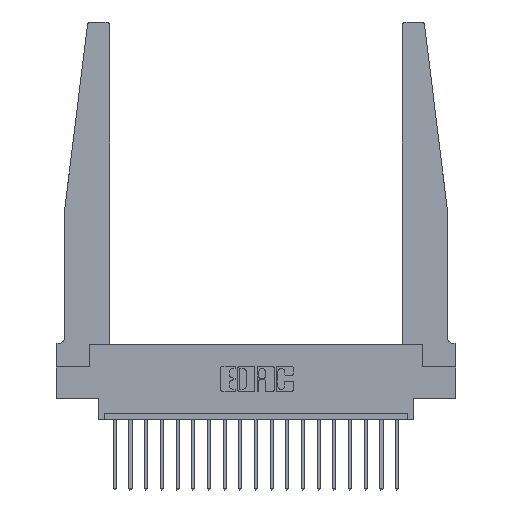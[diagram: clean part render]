
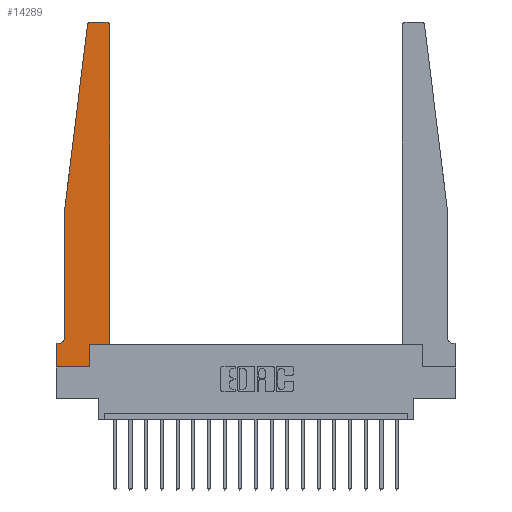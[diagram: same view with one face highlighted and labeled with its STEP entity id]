
A CAD part, top view. The second image highlights one B-rep face of the part: STEP entity #14289.
In plain terms, the highlighted planar face has unit normal (0, 0, 1).
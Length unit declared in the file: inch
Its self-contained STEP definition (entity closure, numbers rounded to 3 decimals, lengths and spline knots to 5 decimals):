
#22 = CARTESIAN_POINT ( 'NONE',  ( 0.015, 0.1875, 0.37 ) ) ;
#743 = VERTEX_POINT ( 'NONE', #3503 ) ;
#786 = EDGE_CURVE ( 'NONE', #5891, #7467, #4940, .T. ) ;
#1024 = AXIS2_PLACEMENT_3D ( 'NONE', #18676, #15274, #11999 ) ;
#1074 = CARTESIAN_POINT ( 'NONE',  ( 0., 0.1875, 0.37 ) ) ;
#1686 = DIRECTION ( 'NONE',  ( -0.122, -0.992, 0. ) ) ;
#2069 = VECTOR ( 'NONE', #14394, 39.37008 ) ;
#2213 = VERTEX_POINT ( 'NONE', #9521 ) ;
#2502 = DIRECTION ( 'NONE',  ( 0., 0., -1. ) ) ;
#2718 = CARTESIAN_POINT ( 'NONE',  ( 0.27653, 2.75, 0.37 ) ) ;
#2769 = DIRECTION ( 'NONE',  ( 0., 0., 1. ) ) ;
#3295 = VERTEX_POINT ( 'NONE', #17561 ) ;
#3350 = CARTESIAN_POINT ( 'NONE',  ( 0.425, 0.18, 0.37 ) ) ;
#3503 = CARTESIAN_POINT ( 'NONE',  ( 0.065, 1.25, 0.37 ) ) ;
#3711 = VECTOR ( 'NONE', #4194, 39.37008 ) ;
#3944 = VECTOR ( 'NONE', #9659, 39.37008 ) ;
#3977 = ORIENTED_EDGE ( 'NONE', *, *, #12547, .T. ) ;
#4194 = DIRECTION ( 'NONE',  ( -1., 0., 0. ) ) ;
#4196 = ORIENTED_EDGE ( 'NONE', *, *, #7901, .T. ) ;
#4318 = ORIENTED_EDGE ( 'NONE', *, *, #17543, .T. ) ;
#4420 = CARTESIAN_POINT ( 'NONE',  ( 0.2605, 0., 0.37 ) ) ;
#4454 = CARTESIAN_POINT ( 'NONE',  ( 0.065, 1.25, 0.37 ) ) ;
#4581 = ORIENTED_EDGE ( 'NONE', *, *, #11953, .T. ) ;
#4584 = DIRECTION ( 'NONE',  ( 1., 0., 0. ) ) ;
#4940 = LINE ( 'NONE', #8188, #10171 ) ;
#4993 = DIRECTION ( 'NONE',  ( 0., 1., 0. ) ) ;
#5166 = CARTESIAN_POINT ( 'NONE',  ( 0.065, 1.25, 0.37 ) ) ;
#5745 = PLANE ( 'NONE',  #11515 ) ;
#5891 = VERTEX_POINT ( 'NONE', #4420 ) ;
#7264 = FACE_OUTER_BOUND ( 'NONE', #18156, .T. ) ;
#7467 = VERTEX_POINT ( 'NONE', #12738 ) ;
#7598 = VERTEX_POINT ( 'NONE', #16438 ) ;
#7901 = EDGE_CURVE ( 'NONE', #743, #14590, #14355, .T. ) ;
#8016 = DIRECTION ( 'NONE',  ( 0., 0., 1. ) ) ;
#8052 = CARTESIAN_POINT ( 'NONE',  ( 0., 0., 0.37 ) ) ;
#8188 = CARTESIAN_POINT ( 'NONE',  ( 0.2605, 0.18, 0.37 ) ) ;
#8345 = ORIENTED_EDGE ( 'NONE', *, *, #786, .T. ) ;
#8758 = ORIENTED_EDGE ( 'NONE', *, *, #10741, .T. ) ;
#8762 = VERTEX_POINT ( 'NONE', #14013 ) ;
#8790 = VECTOR ( 'NONE', #1686, 39.37008 ) ;
#8876 = CARTESIAN_POINT ( 'NONE',  ( 0., 0., 0.37 ) ) ;
#8889 = VECTOR ( 'NONE', #15329, 39.37008 ) ;
#9009 = DIRECTION ( 'NONE',  ( 1., 0., 0. ) ) ;
#9014 = AXIS2_PLACEMENT_3D ( 'NONE', #10265, #2502, #16524 ) ;
#9020 = EDGE_CURVE ( 'NONE', #8762, #743, #12623, .T. ) ;
#9184 = CARTESIAN_POINT ( 'NONE',  ( 0., 0., 0.37 ) ) ;
#9521 = CARTESIAN_POINT ( 'NONE',  ( 0.425, 0.18, 0.37 ) ) ;
#9659 = DIRECTION ( 'NONE',  ( 0., -1., 0. ) ) ;
#9908 = ORIENTED_EDGE ( 'NONE', *, *, #14686, .T. ) ;
#10171 = VECTOR ( 'NONE', #14544, 39.37008 ) ;
#10265 = CARTESIAN_POINT ( 'NONE',  ( 0.015, 0.2375, 0.37 ) ) ;
#10316 = CIRCLE ( 'NONE', #9014, 0.05 ) ;
#10586 = VERTEX_POINT ( 'NONE', #2718 ) ;
#10741 = EDGE_CURVE ( 'NONE', #10586, #8762, #18030, .T. ) ;
#11117 = LINE ( 'NONE', #14193, #20019 ) ;
#11515 = AXIS2_PLACEMENT_3D ( 'NONE', #11980, #2769, #9009 ) ;
#11543 = ORIENTED_EDGE ( 'NONE', *, *, #18283, .T. ) ;
#11953 = EDGE_CURVE ( 'NONE', #13105, #13665, #11117, .T. ) ;
#11980 = CARTESIAN_POINT ( 'NONE',  ( 0., 0.1875, 0.37 ) ) ;
#11999 = DIRECTION ( 'NONE',  ( 1., 0., 0. ) ) ;
#12050 = CARTESIAN_POINT ( 'NONE',  ( 0.425, 0.18, 0.37 ) ) ;
#12163 = CARTESIAN_POINT ( 'NONE',  ( 0.25, 2.75, 0.37 ) ) ;
#12547 = EDGE_CURVE ( 'NONE', #7598, #3295, #18375, .T. ) ;
#12623 = LINE ( 'NONE', #4454, #8790 ) ;
#12738 = CARTESIAN_POINT ( 'NONE',  ( 0.2605, 0.18, 0.37 ) ) ;
#13061 = ORIENTED_EDGE ( 'NONE', *, *, #15803, .T. ) ;
#13105 = VERTEX_POINT ( 'NONE', #22 ) ;
#13556 = VECTOR ( 'NONE', #4584, 39.37008 ) ;
#13665 = VERTEX_POINT ( 'NONE', #1074 ) ;
#13697 = LINE ( 'NONE', #12050, #8889 ) ;
#14013 = CARTESIAN_POINT ( 'NONE',  ( 0.24675, 2.72367, 0.37 ) ) ;
#14092 = LINE ( 'NONE', #3350, #20136 ) ;
#14193 = CARTESIAN_POINT ( 'NONE',  ( 0.065, 0.1875, 0.37 ) ) ;
#14289 = ADVANCED_FACE ( 'NONE', ( #7264 ), #5745, .T. ) ;
#14355 = LINE ( 'NONE', #5166, #3944 ) ;
#14394 = DIRECTION ( 'NONE',  ( 0., -1., 0. ) ) ;
#14544 = DIRECTION ( 'NONE',  ( 0., 1., 0. ) ) ;
#14590 = VERTEX_POINT ( 'NONE', #16479 ) ;
#14686 = EDGE_CURVE ( 'NONE', #7467, #2213, #13697, .T. ) ;
#14857 = EDGE_CURVE ( 'NONE', #13665, #18425, #15954, .T. ) ;
#15274 = DIRECTION ( 'NONE',  ( 0., 0., 1. ) ) ;
#15329 = DIRECTION ( 'NONE',  ( 1., 0., 0. ) ) ;
#15544 = LINE ( 'NONE', #12163, #3711 ) ;
#15803 = EDGE_CURVE ( 'NONE', #3295, #10586, #15544, .T. ) ;
#15818 = CARTESIAN_POINT ( 'NONE',  ( 0.27653, 2.72, 0.37 ) ) ;
#15939 = DIRECTION ( 'NONE',  ( -1., 0., 0. ) ) ;
#15954 = LINE ( 'NONE', #8052, #2069 ) ;
#16438 = CARTESIAN_POINT ( 'NONE',  ( 0.425, 2.72, 0.37 ) ) ;
#16461 = ORIENTED_EDGE ( 'NONE', *, *, #9020, .T. ) ;
#16479 = CARTESIAN_POINT ( 'NONE',  ( 0.065, 0.2375, 0.37 ) ) ;
#16524 = DIRECTION ( 'NONE',  ( -1., 0., 0. ) ) ;
#17039 = AXIS2_PLACEMENT_3D ( 'NONE', #15818, #8016, #17361 ) ;
#17320 = EDGE_CURVE ( 'NONE', #18425, #5891, #18625, .T. ) ;
#17361 = DIRECTION ( 'NONE',  ( 1., 0., 0. ) ) ;
#17492 = ORIENTED_EDGE ( 'NONE', *, *, #14857, .T. ) ;
#17543 = EDGE_CURVE ( 'NONE', #2213, #7598, #14092, .T. ) ;
#17561 = CARTESIAN_POINT ( 'NONE',  ( 0.395, 2.75, 0.37 ) ) ;
#18030 = CIRCLE ( 'NONE', #17039, 0.03 ) ;
#18156 = EDGE_LOOP ( 'NONE', ( #13061, #8758, #16461, #4196, #11543, #4581, #17492, #19895, #8345, #9908, #4318, #3977 ) ) ;
#18283 = EDGE_CURVE ( 'NONE', #14590, #13105, #10316, .T. ) ;
#18375 = CIRCLE ( 'NONE', #1024, 0.03 ) ;
#18425 = VERTEX_POINT ( 'NONE', #8876 ) ;
#18625 = LINE ( 'NONE', #9184, #13556 ) ;
#18676 = CARTESIAN_POINT ( 'NONE',  ( 0.395, 2.72, 0.37 ) ) ;
#19895 = ORIENTED_EDGE ( 'NONE', *, *, #17320, .T. ) ;
#20019 = VECTOR ( 'NONE', #15939, 39.37008 ) ;
#20136 = VECTOR ( 'NONE', #4993, 39.37008 ) ;
